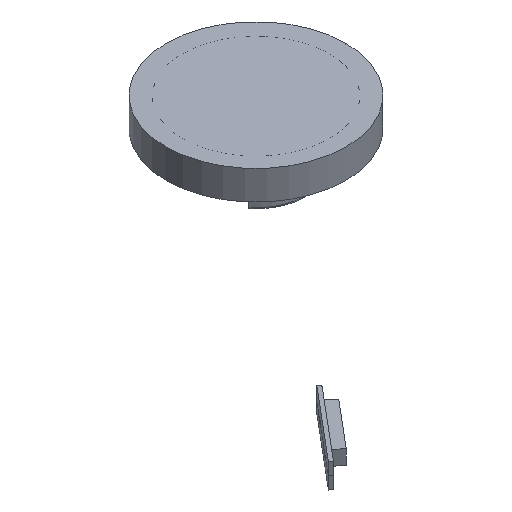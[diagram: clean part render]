
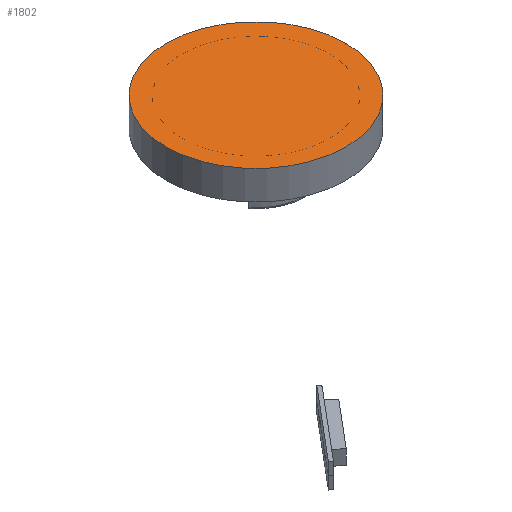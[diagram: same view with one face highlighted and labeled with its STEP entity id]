
A CAD part, isometric view. The second image highlights one B-rep face of the part: STEP entity #1802.
In plain terms, the highlighted planar face has unit normal (0, 0, 1).
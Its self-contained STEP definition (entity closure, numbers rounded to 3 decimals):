
#1466=CARTESIAN_POINT('Axis2P3D Location',(0.,0.,32.666)) ;
#1470=CARTESIAN_POINT('Vertex',(37.,0.,32.666)) ;
#1472=CARTESIAN_POINT('Vertex',(-37.,0.,32.666)) ;
#1511=CARTESIAN_POINT('Axis2P3D Location',(0.,0.,32.666)) ;
#1793=CARTESIAN_POINT('Axis2P3D Location',(0.,0.,32.666)) ;
#1467=DIRECTION('Axis2P3D Direction',(0.,0.,-1.)) ;
#1512=DIRECTION('Axis2P3D Direction',(0.,0.,-1.)) ;
#1794=DIRECTION('Axis2P3D Direction',(0.,0.,1.)) ;
#1795=DIRECTION('Axis2P3D XDirection',(1.,0.,0.)) ;
#1468=AXIS2_PLACEMENT_3D('Circle Axis2P3D',#1466,#1467,$) ;
#1513=AXIS2_PLACEMENT_3D('Circle Axis2P3D',#1511,#1512,$) ;
#1796=AXIS2_PLACEMENT_3D('Plane Axis2P3D',#1793,#1794,#1795) ;
#1799=ORIENTED_EDGE('',*,*,#1474,.F.) ;
#1800=ORIENTED_EDGE('',*,*,#1515,.F.) ;
#1802=ADVANCED_FACE('FunctionalVolumes',(#1801),#1797,.T.) ;
#1469=CIRCLE('generated circle',#1468,37.) ;
#1514=CIRCLE('generated circle',#1513,37.) ;
#1474=EDGE_CURVE('',#1471,#1473,#1469,.T.) ;
#1515=EDGE_CURVE('',#1473,#1471,#1514,.T.) ;
#1798=EDGE_LOOP('',(#1799,#1800)) ;
#1801=FACE_OUTER_BOUND('',#1798,.T.) ;
#1797=PLANE('',#1796) ;
#1471=VERTEX_POINT('',#1470) ;
#1473=VERTEX_POINT('',#1472) ;
